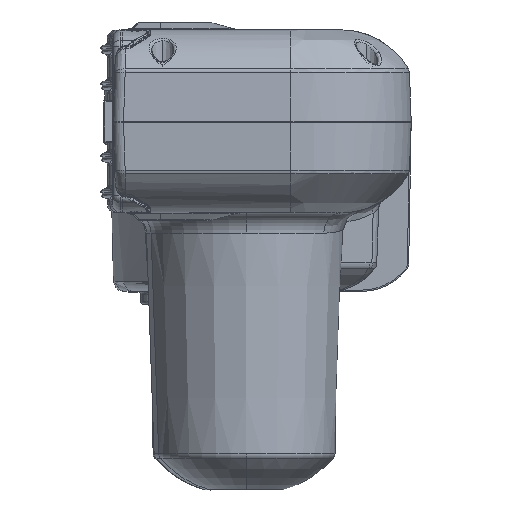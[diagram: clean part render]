
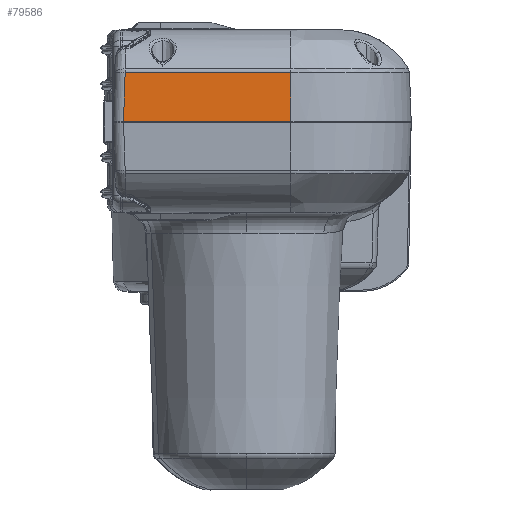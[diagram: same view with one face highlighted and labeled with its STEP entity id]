
A CAD part, left-side view. The second image highlights one B-rep face of the part: STEP entity #79586.
In plain terms, the highlighted planar face has unit normal (-0.999, 0, 0.035).
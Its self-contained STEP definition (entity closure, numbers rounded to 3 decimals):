
#5528 = CARTESIAN_POINT ( 'NONE',  ( -356.348, 13.351, 18.661 ) ) ;
#5529 = DIRECTION ( 'NONE',  ( 0.035, -0.035, 0.999 ) ) ;
#5530 = VECTOR ( 'NONE', #5529, 1000. ) ;
#5531 = CARTESIAN_POINT ( 'NONE',  ( -356.922, 13.925, 2.23 ) ) ;
#5537 = LINE ( 'NONE', #5531, #5530 ) ;
#5557 = PLANE ( 'NONE',  #5595 ) ;
#5592 = DIRECTION ( 'NONE',  ( -0.035, 0., -0.999 ) ) ;
#5593 = DIRECTION ( 'NONE',  ( -0.999, 0., 0.035 ) ) ;
#5594 = CARTESIAN_POINT ( 'NONE',  ( -357., -50., 0. ) ) ;
#5595 = AXIS2_PLACEMENT_3D ( 'NONE', #5594, #5593, #5592 ) ;
#5596 = FACE_OUTER_BOUND ( 'NONE', #79463, .T. ) ;
#5886 = DIRECTION ( 'NONE',  ( 0., -1., 0. ) ) ;
#5887 = VECTOR ( 'NONE', #5886, 1000. ) ;
#5888 = CARTESIAN_POINT ( 'NONE',  ( -356.348, -50., 18.661 ) ) ;
#5889 = LINE ( 'NONE', #5888, #5887 ) ;
#5890 = CARTESIAN_POINT ( 'NONE',  ( -356.348, -50., 18.661 ) ) ;
#5891 = DIRECTION ( 'NONE',  ( -0.035, 0., -0.999 ) ) ;
#5892 = VECTOR ( 'NONE', #5891, 1000. ) ;
#5893 = CARTESIAN_POINT ( 'NONE',  ( -357., -50., 0. ) ) ;
#5894 = LINE ( 'NONE', #5893, #5892 ) ;
#70058 = VERTEX_POINT ( 'NONE', #129614 ) ;
#70060 = EDGE_CURVE ( 'NONE', #70058, #70061, #129616, .T. ) ;
#70061 = VERTEX_POINT ( 'NONE', #129609 ) ;
#79463 = EDGE_LOOP ( 'NONE', ( #79464, #79468, #79564, #79569 ) ) ;
#79464 = ORIENTED_EDGE ( 'NONE', *, *, #79465, .F. ) ;
#79465 = EDGE_CURVE ( 'NONE', #70061, #79466, #5537, .T. ) ;
#79466 = VERTEX_POINT ( 'NONE', #5528 ) ;
#79468 = ORIENTED_EDGE ( 'NONE', *, *, #70060, .F. ) ;
#79564 = ORIENTED_EDGE ( 'NONE', *, *, #79566, .F. ) ;
#79566 = EDGE_CURVE ( 'NONE', #79568, #70058, #5894, .T. ) ;
#79568 = VERTEX_POINT ( 'NONE', #5890 ) ;
#79569 = ORIENTED_EDGE ( 'NONE', *, *, #79570, .F. ) ;
#79570 = EDGE_CURVE ( 'NONE', #79466, #79568, #5889, .T. ) ;
#79586 = ADVANCED_FACE ( 'NONE', ( #5596 ), #5557, .T. ) ;
#129609 = CARTESIAN_POINT ( 'NONE',  ( -357., 14.002, 0. ) ) ;
#129610 = DIRECTION ( 'NONE',  ( 0., 1., 0. ) ) ;
#129611 = VECTOR ( 'NONE', #129610, 1000. ) ;
#129612 = CARTESIAN_POINT ( 'NONE',  ( -357., -50., 0. ) ) ;
#129614 = CARTESIAN_POINT ( 'NONE',  ( -357., -50., 0. ) ) ;
#129616 = LINE ( 'NONE', #129612, #129611 ) ;
